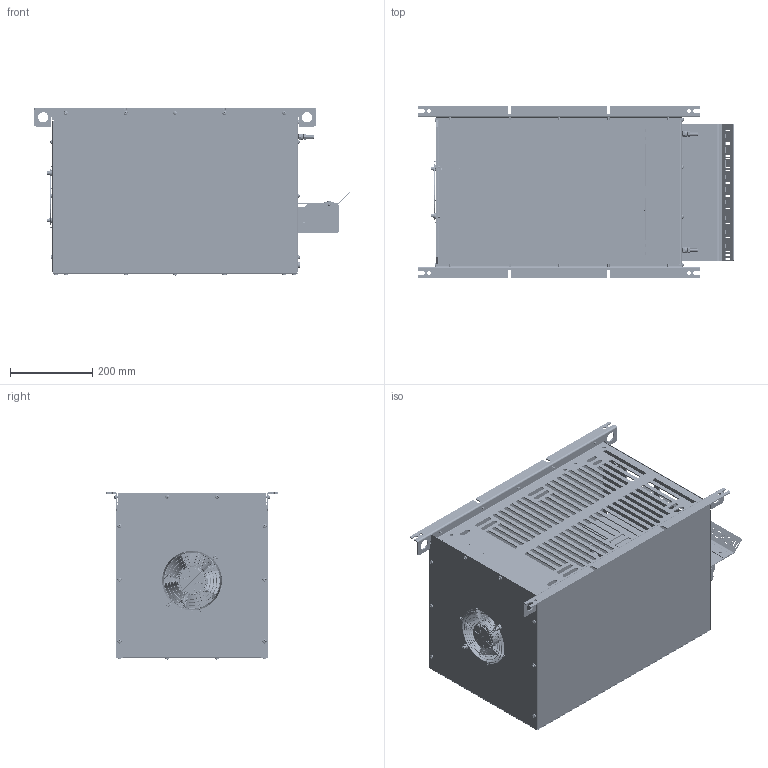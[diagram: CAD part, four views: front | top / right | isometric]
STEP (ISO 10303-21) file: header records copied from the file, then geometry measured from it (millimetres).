
FILE_DESCRIPTION(/* description */ (''),/* implementation_level */ '2;1');
FILE_NAME(/* name */ 'X6 IP20 if1.stp',/* time_stamp */ '2014-08-26T09:48:53+02:00',/* author */ ('MK'),/* organization */ (''),/* preprocessor_version */ 'ST-DEVELOPER v15.6',/* originating_system */ 'Autodesk Inventor 2015',/* authorisation */ '');
FILE_SCHEMA (('AUTOMOTIVE_DESIGN { 1 0 10303 214 3 1 1 }'));
Products named in the file (34): 10100398 Deckel X5_X6; 10100402 Seitenwand X6; 10100400 Anschlussblech X6; 10100401 Lüfterblech X6; 10100258 Bodenblech X5_X6; 10900009 Schutzgitter LZ 24; 11100001 Sicherungshalter 6_3x32; DIN 7985 (H) - M5x10-H; 11100001-2 Kappe; Klemmenblech X6; Zugentlastung X6; ISO 4762 - M4 x 6DIN EN ISO; Klemmenblech mit Zugentlastung X6; Hutschiene 35x7x333mm; WEW_35_1_1059000000 ; Trennplatte WFF70; WFF_70_1028400000; WAP_16; WDU_35____1020500000; WDU_2_5_1020000000; WEW_35_2_1061200000; WAH_70_BE_1064560000; WWF70+WDU35+WDU2,5; DIN 125 - A 5,3; DIN 128 - A5; DIN 6798 - A  8,4; DIN 934 - M8 x 1,25; DIN 128 - A8; DIN 125 - A 8,4; ISO 4017 - M8 x 40DIN EN; Erdungsschraube_X3-X6_IP20; DIN 912 - M5 x 0,8 x 50 x 22; 10900031 Lüfter W2S130BM0301; X6 IP20 if1
Bounding box: 767.27 x 418 x 405.32 mm (x, y, z)
Volume: 3184658.1 mm3; surface area: 3432938.7 mm2
Topology: 123 solids, 177 shells, 9228 faces, 26284 edges, 17483 vertices
Faces by surface type: plane 5509, cylinder 2224, cone 886, torus 400, bspline 160, sphere 49
Full cylindrical faces by diameter (mm): 1 x2, 1.396 x8, 1.5 x1, 1.9 x2, 2.5 x4, 3.242 x7, 3.5 x6, 3.95 x1, 4 x9, 4.134 x38, 4.25 x4, 4.5 x12, 4.6 x40, 5 x44, 5.2 x2, 5.3 x2, 5.4 x2, 5.6 x1, 6 x5, 6.5 x38, 6.647 x4, 6.8 x2, 7 x13, 7.1 x2, 8 x26, 8.2 x4, 8.25 x12, 8.4 x10, 8.5 x9, 9 x8
Entity records: 142348 total; most frequent: CARTESIAN_POINT 42388, DIRECTION 20134, ORIENTED_EDGE 19719, EDGE_CURVE 10535, VERTEX_POINT 7267, AXIS2_PLACEMENT_3D 6930, LINE 6274, VECTOR 6274
